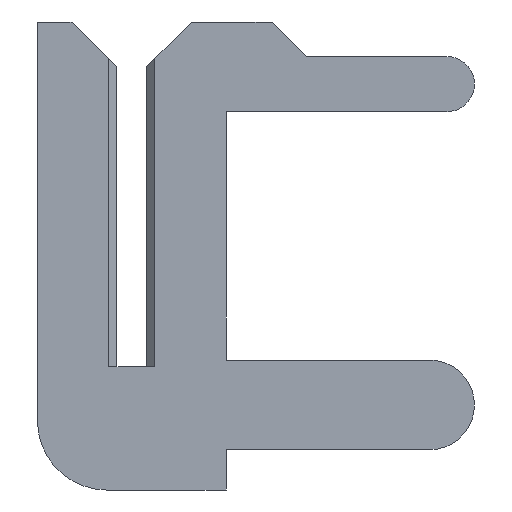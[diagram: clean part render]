
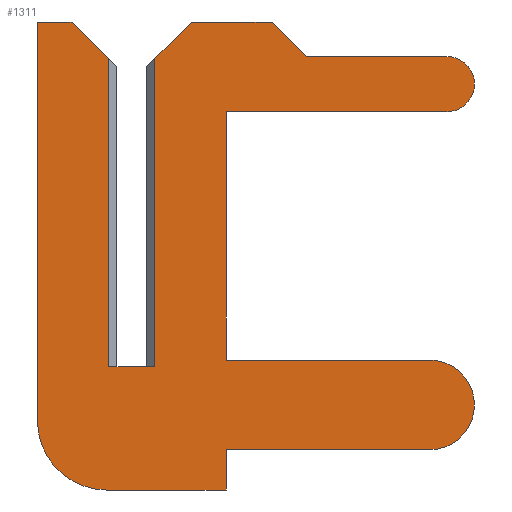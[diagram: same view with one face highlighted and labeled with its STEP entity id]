
A CAD part, left-side view. The second image highlights one B-rep face of the part: STEP entity #1311.
In plain terms, the highlighted planar face has unit normal (-1, 0, 0).
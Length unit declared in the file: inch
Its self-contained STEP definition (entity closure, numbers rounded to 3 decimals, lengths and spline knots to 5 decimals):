
#5 = DIRECTION ( 'NONE',  ( 0., 0., 1. ) ) ;
#11 = VERTEX_POINT ( 'NONE', #426 ) ;
#19 = DIRECTION ( 'NONE',  ( 0., 0., -1. ) ) ;
#29 = EDGE_CURVE ( 'NONE', #744, #953, #794, .T. ) ;
#32 = CIRCLE ( 'NONE', #838, 0.012 ) ;
#50 = DIRECTION ( 'NONE',  ( 0., -1., 0. ) ) ;
#51 = EDGE_CURVE ( 'NONE', #953, #908, #149, .T. ) ;
#54 = VERTEX_POINT ( 'NONE', #1054 ) ;
#64 = DIRECTION ( 'NONE',  ( 0., 0., 1. ) ) ;
#76 = CARTESIAN_POINT ( 'NONE',  ( -0.01, 0.011, -0.0535 ) ) ;
#79 = ORIENTED_EDGE ( 'NONE', *, *, #29, .F. ) ;
#88 = LINE ( 'NONE', #537, #1183 ) ;
#89 = DIRECTION ( 'NONE',  ( 0., 0., 1. ) ) ;
#111 = EDGE_LOOP ( 'NONE', ( #409, #562, #1007, #1243, #616, #599, #268, #733, #613, #988, #230, #1025, #847, #1149, #79, #582, #718, #1198, #1075 ) ) ;
#115 = CARTESIAN_POINT ( 'NONE',  ( -0.01, -0.1295, -0.0165 ) ) ;
#123 = DIRECTION ( 'NONE',  ( 0., 0., -1. ) ) ;
#136 = VERTEX_POINT ( 'NONE', #546 ) ;
#145 = CIRCLE ( 'NONE', #641, 0.03 ) ;
#149 = LINE ( 'NONE', #735, #359 ) ;
#161 = LINE ( 'NONE', #1167, #948 ) ;
#169 = DIRECTION ( 'NONE',  ( -1., 0., 0. ) ) ;
#186 = CARTESIAN_POINT ( 'NONE',  ( -0.01, 0.041, 0.15 ) ) ;
#208 = DIRECTION ( 'NONE',  ( 0., -0.707, 0.707 ) ) ;
#213 = EDGE_CURVE ( 'NONE', #433, #857, #161, .T. ) ;
#223 = CARTESIAN_POINT ( 'NONE',  ( -0.01, 0.026, 0.15 ) ) ;
#228 = AXIS2_PLACEMENT_3D ( 'NONE', #115, #520, #312 ) ;
#230 = ORIENTED_EDGE ( 'NONE', *, *, #1194, .F. ) ;
#249 = VERTEX_POINT ( 'NONE', #1067 ) ;
#254 = LINE ( 'NONE', #945, #1307 ) ;
#268 = ORIENTED_EDGE ( 'NONE', *, *, #849, .F. ) ;
#275 = CARTESIAN_POINT ( 'NONE',  ( -0.01, -0.137, 0.123 ) ) ;
#293 = DIRECTION ( 'NONE',  ( 0., 0., 1. ) ) ;
#302 = VERTEX_POINT ( 'NONE', #525 ) ;
#312 = DIRECTION ( 'NONE',  ( 0., 0., 1. ) ) ;
#326 = CARTESIAN_POINT ( 'NONE',  ( -0.01, -0.01, 0.15 ) ) ;
#339 = EDGE_CURVE ( 'NONE', #11, #620, #950, .T. ) ;
#346 = EDGE_CURVE ( 'NONE', #715, #1290, #672, .T. ) ;
#347 = CARTESIAN_POINT ( 'NONE',  ( -0.01, 0.041, -0.0235 ) ) ;
#352 = LINE ( 'NONE', #358, #419 ) ;
#357 = CARTESIAN_POINT ( 'NONE',  ( -0.01, -0.137, 0.111 ) ) ;
#358 = CARTESIAN_POINT ( 'NONE',  ( -0.01, -0.026, 0.15 ) ) ;
#359 = VECTOR ( 'NONE', #123, 39.37008 ) ;
#370 = CARTESIAN_POINT ( 'NONE',  ( -0.01, 0.011, -0.0235 ) ) ;
#390 = CARTESIAN_POINT ( 'NONE',  ( -0.01, 0.01, 0.134 ) ) ;
#404 = LINE ( 'NONE', #531, #658 ) ;
#409 = ORIENTED_EDGE ( 'NONE', *, *, #339, .F. ) ;
#414 = VERTEX_POINT ( 'NONE', #931 ) ;
#416 = EDGE_CURVE ( 'NONE', #498, #927, #404, .T. ) ;
#419 = VECTOR ( 'NONE', #50, 39.37008 ) ;
#426 = CARTESIAN_POINT ( 'NONE',  ( -0.01, -0.01, 0.134 ) ) ;
#433 = VERTEX_POINT ( 'NONE', #612 ) ;
#438 = CARTESIAN_POINT ( 'NONE',  ( -0.01, -0.041, -0.0535 ) ) ;
#439 = EDGE_CURVE ( 'NONE', #890, #603, #145, .T. ) ;
#490 = EDGE_CURVE ( 'NONE', #302, #798, #691, .T. ) ;
#498 = VERTEX_POINT ( 'NONE', #223 ) ;
#503 = DIRECTION ( 'NONE',  ( 0., -0.707, -0.707 ) ) ;
#506 = EDGE_CURVE ( 'NONE', #302, #927, #88, .T. ) ;
#519 = CARTESIAN_POINT ( 'NONE',  ( -0.01, -0.0065, 0.1305 ) ) ;
#520 = DIRECTION ( 'NONE',  ( 1., 0., 0. ) ) ;
#525 = CARTESIAN_POINT ( 'NONE',  ( -0.01, 0.01, 0. ) ) ;
#531 = CARTESIAN_POINT ( 'NONE',  ( -0.01, 0.0065, 0.1305 ) ) ;
#537 = CARTESIAN_POINT ( 'NONE',  ( -0.01, 0.01, -0.0235 ) ) ;
#540 = DIRECTION ( 'NONE',  ( 0., 1., 0. ) ) ;
#546 = CARTESIAN_POINT ( 'NONE',  ( -0.01, -0.061, 0.15 ) ) ;
#549 = DIRECTION ( 'NONE',  ( 0., 0., 1. ) ) ;
#555 = CARTESIAN_POINT ( 'NONE',  ( -0.01, -0.026, 0.15 ) ) ;
#562 = ORIENTED_EDGE ( 'NONE', *, *, #1238, .T. ) ;
#577 = VECTOR ( 'NONE', #1217, 39.37008 ) ;
#582 = ORIENTED_EDGE ( 'NONE', *, *, #828, .F. ) ;
#586 = CARTESIAN_POINT ( 'NONE',  ( -0.01, -0.076, 0.135 ) ) ;
#599 = ORIENTED_EDGE ( 'NONE', *, *, #1257, .F. ) ;
#603 = VERTEX_POINT ( 'NONE', #347 ) ;
#612 = CARTESIAN_POINT ( 'NONE',  ( -0.01, -0.076, 0.135 ) ) ;
#613 = ORIENTED_EDGE ( 'NONE', *, *, #1082, .F. ) ;
#616 = ORIENTED_EDGE ( 'NONE', *, *, #416, .F. ) ;
#620 = VERTEX_POINT ( 'NONE', #555 ) ;
#626 = LINE ( 'NONE', #842, #978 ) ;
#628 = VECTOR ( 'NONE', #208, 39.37008 ) ;
#630 = CARTESIAN_POINT ( 'NONE',  ( -0.01, 0.0065, 0. ) ) ;
#641 = AXIS2_PLACEMENT_3D ( 'NONE', #720, #834, #5 ) ;
#654 = VECTOR ( 'NONE', #89, 39.37008 ) ;
#658 = VECTOR ( 'NONE', #726, 39.37008 ) ;
#660 = CARTESIAN_POINT ( 'NONE',  ( -0.01, -0.1295, 0.003 ) ) ;
#662 = EDGE_CURVE ( 'NONE', #54, #249, #1269, .T. ) ;
#672 = CIRCLE ( 'NONE', #228, 0.0195 ) ;
#691 = LINE ( 'NONE', #630, #1142 ) ;
#692 = DIRECTION ( 'NONE',  ( 1., 0., 0. ) ) ;
#715 = VERTEX_POINT ( 'NONE', #660 ) ;
#718 = ORIENTED_EDGE ( 'NONE', *, *, #213, .F. ) ;
#720 = CARTESIAN_POINT ( 'NONE',  ( -0.01, 0.011, -0.0235 ) ) ;
#725 = DIRECTION ( 'NONE',  ( 0., 1., 0. ) ) ;
#726 = DIRECTION ( 'NONE',  ( 0., -0.707, -0.707 ) ) ;
#732 = DIRECTION ( 'NONE',  ( 0., -1., 0. ) ) ;
#733 = ORIENTED_EDGE ( 'NONE', *, *, #439, .F. ) ;
#735 = CARTESIAN_POINT ( 'NONE',  ( -0.01, -0.041, 0.003 ) ) ;
#744 = VERTEX_POINT ( 'NONE', #357 ) ;
#757 = DIRECTION ( 'NONE',  ( 0., -1., 0. ) ) ;
#764 = EDGE_CURVE ( 'NONE', #620, #136, #352, .T. ) ;
#769 = LINE ( 'NONE', #326, #1268 ) ;
#786 = FACE_OUTER_BOUND ( 'NONE', #111, .T. ) ;
#789 = CARTESIAN_POINT ( 'NONE',  ( -0.01, -0.041, 0.111 ) ) ;
#794 = LINE ( 'NONE', #1255, #967 ) ;
#798 = VERTEX_POINT ( 'NONE', #1274 ) ;
#814 = CARTESIAN_POINT ( 'NONE',  ( -0.01, 0.011, -0.0535 ) ) ;
#828 = EDGE_CURVE ( 'NONE', #857, #744, #32, .T. ) ;
#834 = DIRECTION ( 'NONE',  ( 1., 0., 0. ) ) ;
#838 = AXIS2_PLACEMENT_3D ( 'NONE', #275, #692, #293 ) ;
#842 = CARTESIAN_POINT ( 'NONE',  ( -0.01, -0.1295, 0.003 ) ) ;
#844 = CARTESIAN_POINT ( 'NONE',  ( -0.01, 0.026, 0.15 ) ) ;
#847 = ORIENTED_EDGE ( 'NONE', *, *, #1123, .F. ) ;
#849 = EDGE_CURVE ( 'NONE', #603, #414, #1079, .T. ) ;
#857 = VERTEX_POINT ( 'NONE', #992 ) ;
#871 = DIRECTION ( 'NONE',  ( 0., 0., -1. ) ) ;
#880 = VECTOR ( 'NONE', #503, 39.37008 ) ;
#890 = VERTEX_POINT ( 'NONE', #76 ) ;
#908 = VERTEX_POINT ( 'NONE', #1208 ) ;
#927 = VERTEX_POINT ( 'NONE', #390 ) ;
#930 = LINE ( 'NONE', #814, #577 ) ;
#931 = CARTESIAN_POINT ( 'NONE',  ( -0.01, 0.041, 0.15 ) ) ;
#945 = CARTESIAN_POINT ( 'NONE',  ( -0.01, -0.041, -0.036 ) ) ;
#948 = VECTOR ( 'NONE', #1159, 39.37008 ) ;
#949 = DIRECTION ( 'NONE',  ( 0., -1., 0. ) ) ;
#950 = LINE ( 'NONE', #519, #628 ) ;
#953 = VERTEX_POINT ( 'NONE', #789 ) ;
#967 = VECTOR ( 'NONE', #540, 39.37008 ) ;
#978 = VECTOR ( 'NONE', #757, 39.37008 ) ;
#982 = PLANE ( 'NONE',  #1287 ) ;
#988 = ORIENTED_EDGE ( 'NONE', *, *, #662, .F. ) ;
#991 = EDGE_CURVE ( 'NONE', #136, #433, #1016, .T. ) ;
#992 = CARTESIAN_POINT ( 'NONE',  ( -0.01, -0.137, 0.135 ) ) ;
#1007 = ORIENTED_EDGE ( 'NONE', *, *, #490, .F. ) ;
#1016 = LINE ( 'NONE', #586, #880 ) ;
#1025 = ORIENTED_EDGE ( 'NONE', *, *, #346, .F. ) ;
#1054 = CARTESIAN_POINT ( 'NONE',  ( -0.01, -0.041, -0.036 ) ) ;
#1067 = CARTESIAN_POINT ( 'NONE',  ( -0.01, -0.041, -0.0535 ) ) ;
#1075 = ORIENTED_EDGE ( 'NONE', *, *, #764, .F. ) ;
#1079 = LINE ( 'NONE', #186, #654 ) ;
#1082 = EDGE_CURVE ( 'NONE', #249, #890, #930, .T. ) ;
#1096 = VECTOR ( 'NONE', #949, 39.37008 ) ;
#1123 = EDGE_CURVE ( 'NONE', #908, #715, #626, .T. ) ;
#1140 = LINE ( 'NONE', #844, #1096 ) ;
#1142 = VECTOR ( 'NONE', #732, 39.37008 ) ;
#1149 = ORIENTED_EDGE ( 'NONE', *, *, #51, .F. ) ;
#1155 = CARTESIAN_POINT ( 'NONE',  ( -0.01, -0.1295, -0.036 ) ) ;
#1159 = DIRECTION ( 'NONE',  ( 0., -1., 0. ) ) ;
#1167 = CARTESIAN_POINT ( 'NONE',  ( -0.01, -0.137, 0.135 ) ) ;
#1183 = VECTOR ( 'NONE', #549, 39.37008 ) ;
#1194 = EDGE_CURVE ( 'NONE', #1290, #54, #254, .T. ) ;
#1198 = ORIENTED_EDGE ( 'NONE', *, *, #991, .F. ) ;
#1208 = CARTESIAN_POINT ( 'NONE',  ( -0.01, -0.041, 0.003 ) ) ;
#1217 = DIRECTION ( 'NONE',  ( 0., 1., 0. ) ) ;
#1234 = VECTOR ( 'NONE', #871, 39.37008 ) ;
#1238 = EDGE_CURVE ( 'NONE', #11, #798, #769, .T. ) ;
#1243 = ORIENTED_EDGE ( 'NONE', *, *, #506, .T. ) ;
#1255 = CARTESIAN_POINT ( 'NONE',  ( -0.01, -0.041, 0.111 ) ) ;
#1257 = EDGE_CURVE ( 'NONE', #414, #498, #1140, .T. ) ;
#1268 = VECTOR ( 'NONE', #19, 39.37008 ) ;
#1269 = LINE ( 'NONE', #438, #1234 ) ;
#1274 = CARTESIAN_POINT ( 'NONE',  ( -0.01, -0.01, 0. ) ) ;
#1287 = AXIS2_PLACEMENT_3D ( 'NONE', #370, #169, #64 ) ;
#1290 = VERTEX_POINT ( 'NONE', #1155 ) ;
#1307 = VECTOR ( 'NONE', #725, 39.37008 ) ;
#1311 = ADVANCED_FACE ( 'NONE', ( #786 ), #982, .T. ) ;
